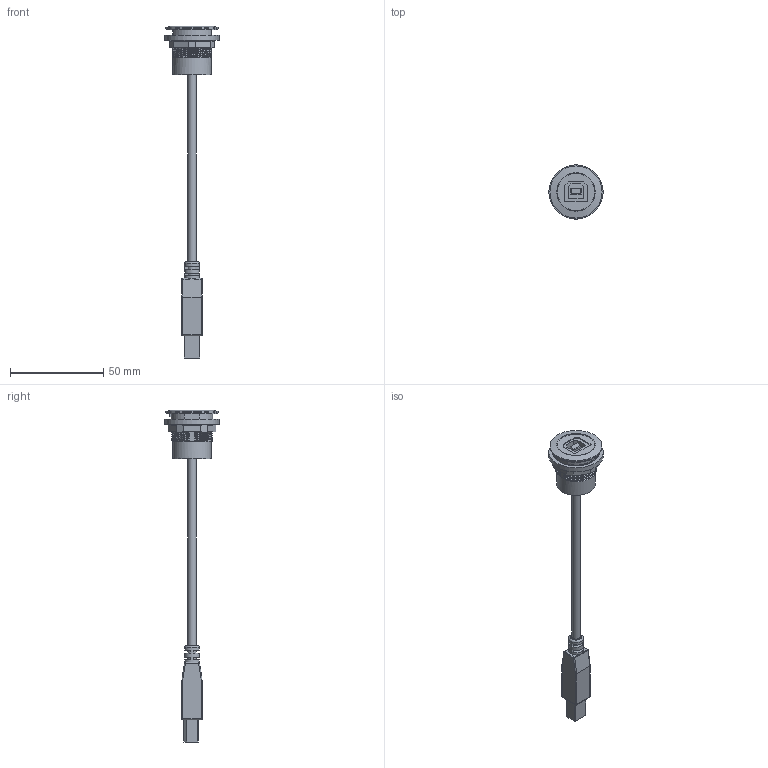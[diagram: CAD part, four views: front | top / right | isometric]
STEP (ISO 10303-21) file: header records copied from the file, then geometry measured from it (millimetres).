
FILE_DESCRIPTION(/* description */ (''),/* implementation_level */ '2;1');
FILE_NAME(/* name */ 'RRJ_USB_BB50CM.stp',/* time_stamp */ '2016-03-15T15:06:01+01:00',/* author */ ('mharscher'),/* organization */ (''),/* preprocessor_version */ 'ST-DEVELOPER v15.2',/* originating_system */ 'Autodesk Inventor 2014',/* authorisation */ '');
FILE_SCHEMA (('CONFIG_CONTROL_DESIGN'));
Length unit declared in the file: millimetre
Products named in the file (1): USB BB 50cm
Bounding box: 29 x 29 x 177.6 mm (x, y, z)
Volume: 15901.5 mm3; surface area: 8691.3 mm2
Topology: 1 solids, 1 shells, 283 faces, 773 edges, 487 vertices
Faces by surface type: plane 121, cylinder 76, bspline 71, sphere 8, torus 4, cone 3
Full cylindrical faces by diameter (mm): 4.4 x1, 8 x1, 20.05 x1, 20.7 x1, 20.917 x1, 22.6 x1, 25.35 x1, 27.4 x1, 27.9 x1, 29 x1
Entity records: 15052 total; most frequent: CARTESIAN_POINT 8595, ORIENTED_EDGE 1482, DIRECTION 1061, EDGE_CURVE 741, VERTEX_POINT 484, LINE 361, VECTOR 361, AXIS2_PLACEMENT_3D 350
